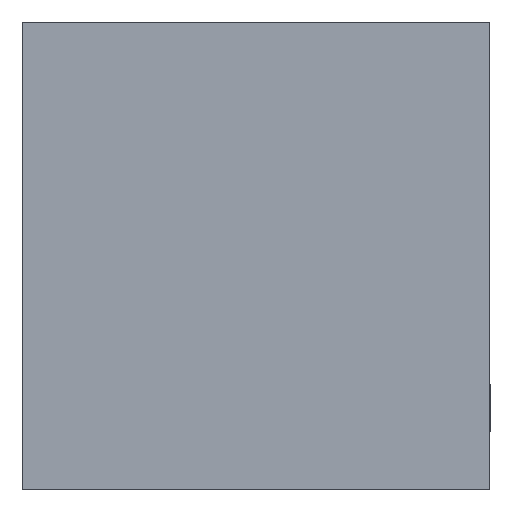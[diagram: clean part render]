
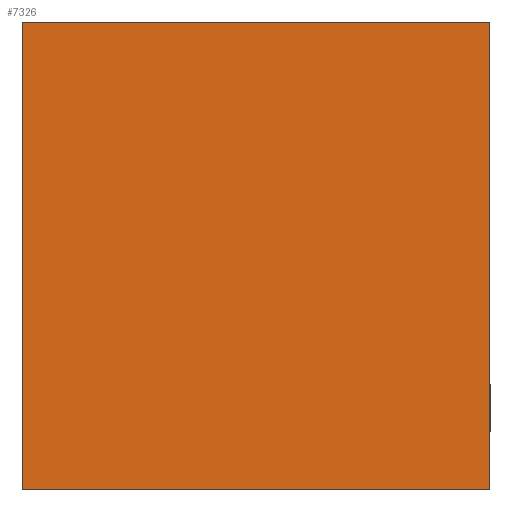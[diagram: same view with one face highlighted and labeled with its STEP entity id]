
A CAD part, left-side view. The second image highlights one B-rep face of the part: STEP entity #7326.
In plain terms, the highlighted planar face has unit normal (-1, 0, 0).
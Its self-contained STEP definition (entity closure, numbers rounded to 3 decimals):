
#916=FACE_OUTER_BOUND('',#1329,.T.);
#1329=EDGE_LOOP('',(#6403,#6404,#6405,#6406));
#1600=LINE('',#11449,#2287);
#2022=LINE('',#12648,#2709);
#2023=LINE('',#12649,#2710);
#2024=LINE('',#12650,#2711);
#2287=VECTOR('',#8081,10.);
#2709=VECTOR('',#9085,10.);
#2710=VECTOR('',#9086,10.);
#2711=VECTOR('',#9087,10.);
#3029=VERTEX_POINT('',#11442);
#3032=VERTEX_POINT('',#11447);
#3389=VERTEX_POINT('',#12646);
#3390=VERTEX_POINT('',#12647);
#3864=EDGE_CURVE('',#3032,#3029,#1600,.T.);
#4400=EDGE_CURVE('',#3389,#3390,#2022,.T.);
#4401=EDGE_CURVE('',#3390,#3029,#2023,.T.);
#4402=EDGE_CURVE('',#3389,#3032,#2024,.T.);
#6403=ORIENTED_EDGE('',*,*,#4400,.T.);
#6404=ORIENTED_EDGE('',*,*,#4401,.T.);
#6405=ORIENTED_EDGE('',*,*,#3864,.F.);
#6406=ORIENTED_EDGE('',*,*,#4402,.F.);
#6646=PLANE('',#7696);
#7326=ADVANCED_FACE('',(#916),#6646,.T.);
#7696=AXIS2_PLACEMENT_3D('',#12645,#9083,#9084);
#8081=DIRECTION('',(0.,-1.,0.));
#9083=DIRECTION('center_axis',(-1.,0.,0.));
#9084=DIRECTION('ref_axis',(0.,-1.,0.));
#9085=DIRECTION('',(0.,-1.,0.));
#9086=DIRECTION('',(0.,0.,1.));
#9087=DIRECTION('',(0.,0.,1.));
#11442=CARTESIAN_POINT('',(0.,0.,44.45));
#11447=CARTESIAN_POINT('',(0.,44.45,44.45));
#11449=CARTESIAN_POINT('',(0.,44.45,44.45));
#12645=CARTESIAN_POINT('Origin',(0.,44.45,0.));
#12646=CARTESIAN_POINT('',(0.,44.45,0.));
#12647=CARTESIAN_POINT('',(0.,0.,0.));
#12648=CARTESIAN_POINT('',(0.,44.45,0.));
#12649=CARTESIAN_POINT('',(0.,0.,0.));
#12650=CARTESIAN_POINT('',(0.,44.45,0.));
